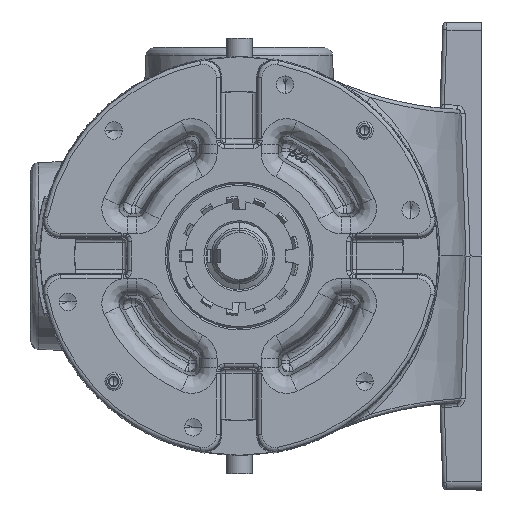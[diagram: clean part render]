
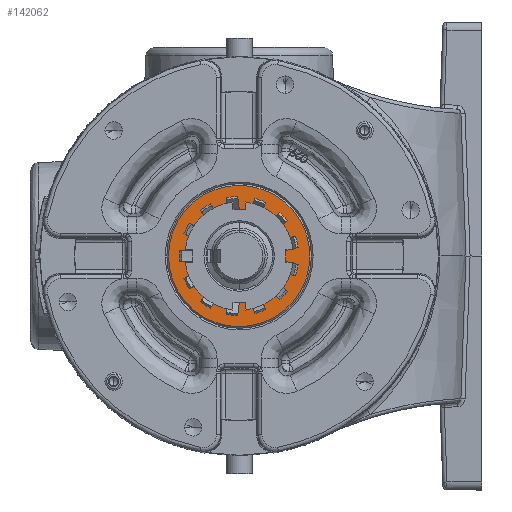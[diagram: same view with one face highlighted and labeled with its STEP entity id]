
A CAD part, left-side view. The second image highlights one B-rep face of the part: STEP entity #142062.
In plain terms, the highlighted planar face has unit normal (-1, 0, 0).
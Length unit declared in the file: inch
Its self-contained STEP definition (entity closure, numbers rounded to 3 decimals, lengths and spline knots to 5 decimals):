
#3004 = ORIENTED_EDGE ( 'NONE', *, *, #162613, .F. ) ;
#10779 = CARTESIAN_POINT ( 'NONE',  ( -8.089, 0., 0. ) ) ;
#14257 = FACE_BOUND ( 'NONE', #113985, .T. ) ;
#14472 = VERTEX_POINT ( 'NONE', #187564 ) ;
#15987 = DIRECTION ( 'NONE',  ( -1., 0., 0. ) ) ;
#26637 = DIRECTION ( 'NONE',  ( 0., 0., -1. ) ) ;
#36112 = ORIENTED_EDGE ( 'NONE', *, *, #190389, .F. ) ;
#43475 = EDGE_CURVE ( 'NONE', #95691, #197858, #131767, .T. ) ;
#50844 = CIRCLE ( 'NONE', #72939, 0.6325 ) ;
#67696 = CARTESIAN_POINT ( 'NONE',  ( -8.089, 0., -1.019 ) ) ;
#70968 = DIRECTION ( 'NONE',  ( 1., 0., 0. ) ) ;
#72939 = AXIS2_PLACEMENT_3D ( 'NONE', #88533, #199646, #104474 ) ;
#77247 = DIRECTION ( 'NONE',  ( 1., 0., 0. ) ) ;
#88533 = CARTESIAN_POINT ( 'NONE',  ( -8.089, 0., 0. ) ) ;
#95691 = VERTEX_POINT ( 'NONE', #105746 ) ;
#96558 = VERTEX_POINT ( 'NONE', #146658 ) ;
#104474 = DIRECTION ( 'NONE',  ( 0., 0., 1. ) ) ;
#105746 = CARTESIAN_POINT ( 'NONE',  ( -8.089, 0., 1.019 ) ) ;
#108927 = CIRCLE ( 'NONE', #120930, 1.019 ) ;
#109000 = ORIENTED_EDGE ( 'NONE', *, *, #43475, .F. ) ;
#110918 = CARTESIAN_POINT ( 'NONE',  ( -8.089, 0., 0. ) ) ;
#113985 = EDGE_LOOP ( 'NONE', ( #127128, #3004 ) ) ;
#120930 = AXIS2_PLACEMENT_3D ( 'NONE', #172362, #77247, #188416 ) ;
#121423 = AXIS2_PLACEMENT_3D ( 'NONE', #166065, #70968, #182141 ) ;
#121700 = DIRECTION ( 'NONE',  ( 1., 0., 0. ) ) ;
#126860 = DIRECTION ( 'NONE',  ( 0., 0., 1. ) ) ;
#127128 = ORIENTED_EDGE ( 'NONE', *, *, #204380, .F. ) ;
#131767 = CIRCLE ( 'NONE', #183165, 1.019 ) ;
#140754 = FACE_OUTER_BOUND ( 'NONE', #143816, .T. ) ;
#142062 = ADVANCED_FACE ( 'NONE', ( #140754, #14257 ), #196724, .F. ) ;
#143816 = EDGE_LOOP ( 'NONE', ( #36112, #109000 ) ) ;
#146658 = CARTESIAN_POINT ( 'NONE',  ( -8.089, 0., 0.6325 ) ) ;
#162613 = EDGE_CURVE ( 'NONE', #14472, #96558, #50844, .T. ) ;
#166065 = CARTESIAN_POINT ( 'NONE',  ( -8.089, 1.019, 0. ) ) ;
#172362 = CARTESIAN_POINT ( 'NONE',  ( -8.089, 0., 0. ) ) ;
#180348 = AXIS2_PLACEMENT_3D ( 'NONE', #110918, #15987, #126860 ) ;
#182141 = DIRECTION ( 'NONE',  ( 0., 0., -1. ) ) ;
#183165 = AXIS2_PLACEMENT_3D ( 'NONE', #10779, #121700, #26637 ) ;
#187564 = CARTESIAN_POINT ( 'NONE',  ( -8.089, 0., -0.6325 ) ) ;
#188416 = DIRECTION ( 'NONE',  ( 0., 0., -1. ) ) ;
#190389 = EDGE_CURVE ( 'NONE', #197858, #95691, #108927, .T. ) ;
#190600 = CIRCLE ( 'NONE', #180348, 0.6325 ) ;
#196724 = PLANE ( 'NONE',  #121423 ) ;
#197858 = VERTEX_POINT ( 'NONE', #67696 ) ;
#199646 = DIRECTION ( 'NONE',  ( -1., 0., 0. ) ) ;
#204380 = EDGE_CURVE ( 'NONE', #96558, #14472, #190600, .T. ) ;
